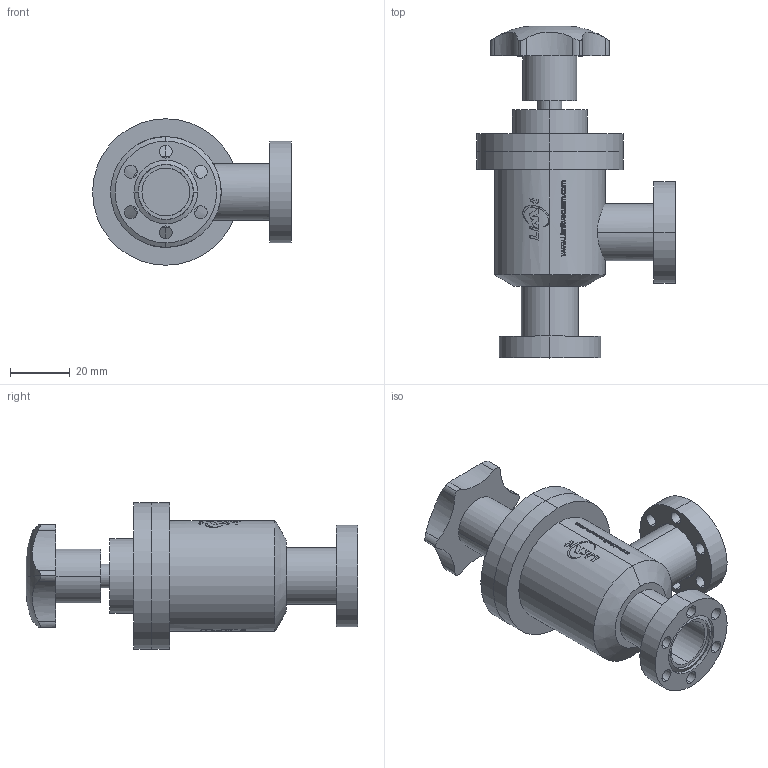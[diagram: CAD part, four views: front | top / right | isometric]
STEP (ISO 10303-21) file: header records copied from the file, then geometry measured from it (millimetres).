
FILE_DESCRIPTION (( 'STEP AP214' ), '1' );
FILE_NAME ('CD-CF16.STEP', '2024-08-19T02:25:45', ( '' ), ( '' ), 'SwSTEP 2.0', 'SolidWorks 2020', '' );
FILE_SCHEMA (( 'AUTOMOTIVE_DESIGN' ));
Length unit declared in the file: millimetre
Products named in the file (1): CD-CF16
Bounding box: 66.5 x 111 x 49 mm (x, y, z)
Volume: 82854.2 mm3; surface area: 32165.9 mm2
Topology: 5 solids, 5 shells, 647 faces, 1727 edges, 1147 vertices
Faces by surface type: bspline 300, plane 204, cylinder 131, cone 10, torus 2
Entity records: 54212 total; most frequent: CARTESIAN_POINT 40809, ORIENTED_EDGE 3454, EDGE_CURVE 1727, DIRECTION 1555, VERTEX_POINT 1147, B_SPLINE_CURVE_WITH_KNOTS 1132, EDGE_LOOP 736, FACE_OUTER_BOUND 647
